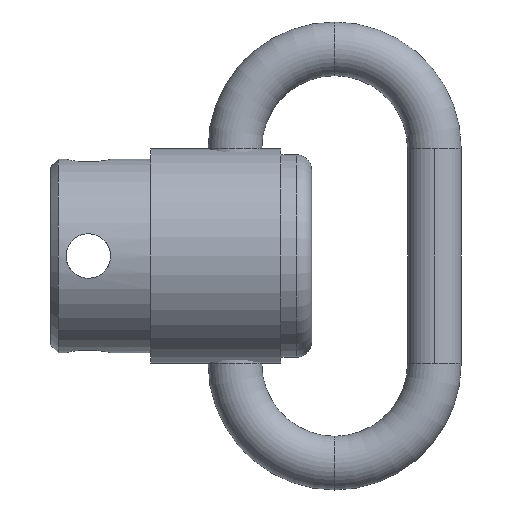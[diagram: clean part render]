
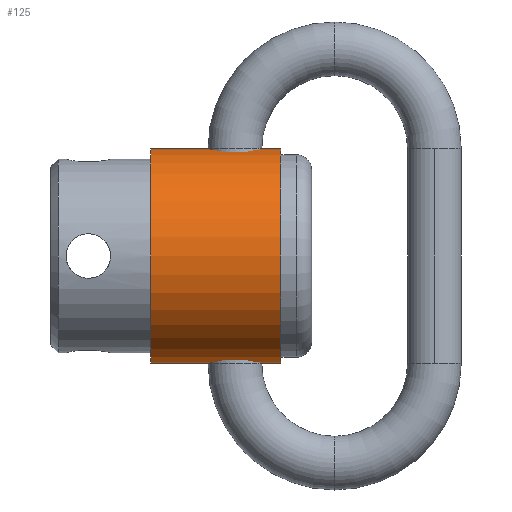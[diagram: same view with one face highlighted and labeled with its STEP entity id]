
A CAD part, front view. The second image highlights one B-rep face of the part: STEP entity #125.
In plain terms, the highlighted cylindrical face has radius 7 mm (diameter 14 mm), a partial arc.
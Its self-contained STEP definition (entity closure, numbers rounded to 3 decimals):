
#125=ADVANCED_FACE('',(#270),#271,.T.);
#270=FACE_OUTER_BOUND('',#438,.T.);
#271=CYLINDRICAL_SURFACE('',#439,7.0);
#438=EDGE_LOOP('',(#736,#737,#738,#739));
#439=AXIS2_PLACEMENT_3D('',#740,#741,#742);
#736=ORIENTED_EDGE('',*,*,#987,.T.);
#737=ORIENTED_EDGE('',*,*,#1060,.F.);
#738=ORIENTED_EDGE('',*,*,#989,.T.);
#739=ORIENTED_EDGE('',*,*,#1061,.T.);
#740=CARTESIAN_POINT('',(-28.545,0.0,0.0));
#741=DIRECTION('',(1.0,-0.0,0.0));
#742=DIRECTION('',(0.0,0.0,1.0));
#987=EDGE_CURVE('',#1184,#1185,#1186,.T.);
#989=EDGE_CURVE('',#1189,#1187,#1190,.T.);
#1060=EDGE_CURVE('',#1189,#1185,#1282,.T.);
#1061=EDGE_CURVE('',#1187,#1184,#1283,.T.);
#1184=VERTEX_POINT('',#1672);
#1185=VERTEX_POINT('',#1673);
#1186=LINE('',#1674,#1675);
#1187=VERTEX_POINT('',#1676);
#1189=VERTEX_POINT('',#1678);
#1190=LINE('',#1679,#1680);
#1282=CIRCLE('',#1960,7.0);
#1283=CIRCLE('',#1961,7.0);
#1672=CARTESIAN_POINT('',(-2.0,0.0,7.0));
#1673=CARTESIAN_POINT('',(-10.5,0.0,7.0));
#1674=CARTESIAN_POINT('',(-6.25,0.,7.0));
#1675=VECTOR('',#2078,1.0);
#1676=CARTESIAN_POINT('',(-2.0,0.,-7.0));
#1678=CARTESIAN_POINT('',(-10.5,0.,-7.0));
#1679=CARTESIAN_POINT('',(-28.545,0.,-7.0));
#1680=VECTOR('',#2082,7.0);
#1960=AXIS2_PLACEMENT_3D('',#2162,#2163,#2164);
#1961=AXIS2_PLACEMENT_3D('',#2165,#2166,#2167);
#2078=DIRECTION('',(-1.0,0.0,-0.0));
#2082=DIRECTION('',(1.0,0.0,0.0));
#2162=CARTESIAN_POINT('',(-10.5,0.0,0.0));
#2163=DIRECTION('',(-1.0,0.0,0.0));
#2164=DIRECTION('',(0.0,0.0,1.0));
#2165=CARTESIAN_POINT('',(-2.0,0.0,0.0));
#2166=DIRECTION('',(-1.0,0.0,0.0));
#2167=DIRECTION('',(0.0,0.0,1.0));
